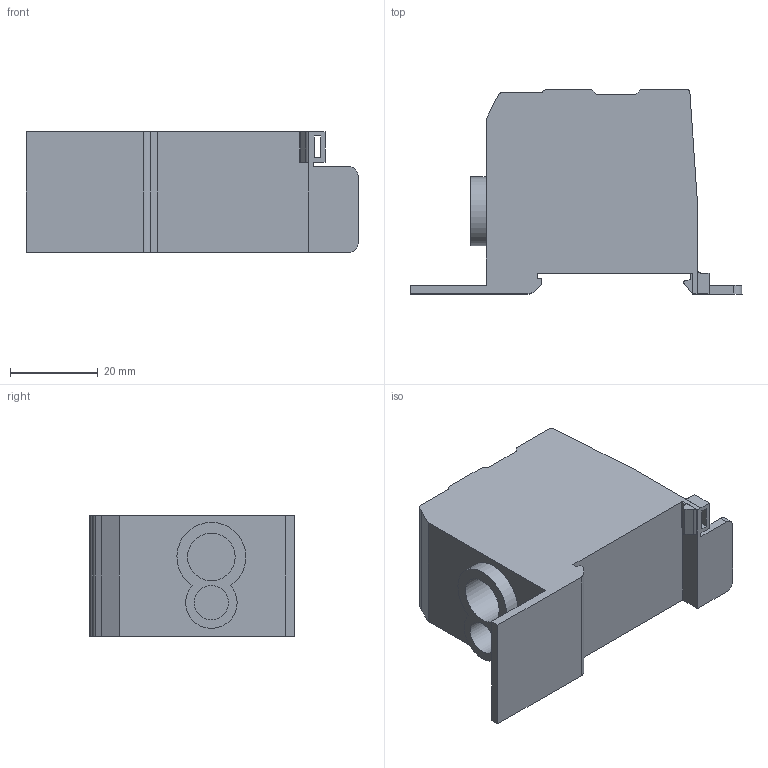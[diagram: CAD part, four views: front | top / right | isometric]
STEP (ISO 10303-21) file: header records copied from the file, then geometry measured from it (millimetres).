
FILE_DESCRIPTION(/* description */ ('Unknown'),/* implementation_level */ '2;1');
FILE_NAME(/* name */ 'DBD35_3D_SOLID',/* time_stamp */ '2024-11-20T16:49:47+05:00',/* author */ ('Unknown'),/* organization */ ('Unknown'),/* preprocessor_version */ 'ST-DEVELOPER v16.7',/* originating_system */ 'Solid Edge',/* authorisation */ 'Unknown');
FILE_SCHEMA (('AUTOMOTIVE_DESIGN {1 0 10303 214 3 1 1}'));
Length unit declared in the file: millimetre
Products named in the file (1): DBD35_3D_SOLID
Bounding box: 75.5 x 46.42 x 27.51 mm (x, y, z)
Volume: 50929.8 mm3; surface area: 14747 mm2
Topology: 1 solids, 1 shells, 95 faces, 240 edges, 161 vertices
Faces by surface type: plane 66, cylinder 29
Full cylindrical faces by diameter (mm): 6.4 x6, 6.9 x6, 7.804 x1, 10.804 x1
Entity records: 2793 total; most frequent: CARTESIAN_POINT 477, DIRECTION 473, ORIENTED_EDGE 446, EDGE_CURVE 223, LINE 165, VECTOR 165, VERTEX_POINT 158, AXIS2_PLACEMENT_3D 154
